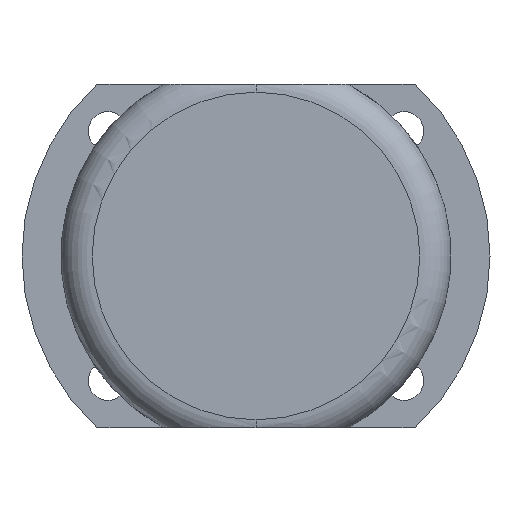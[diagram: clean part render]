
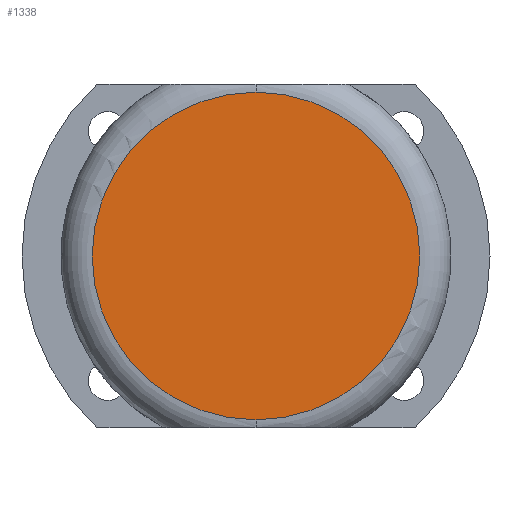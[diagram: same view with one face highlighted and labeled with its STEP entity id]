
A CAD part, front view. The second image highlights one B-rep face of the part: STEP entity #1338.
In plain terms, the highlighted planar face has unit normal (0, -1, 0).
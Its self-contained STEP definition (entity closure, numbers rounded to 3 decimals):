
#37 = CARTESIAN_POINT ( 'NONE',  ( -10.5, -1., 0. ) ) ;
#100 = DIRECTION ( 'NONE',  ( 0., 0., -1. ) ) ;
#160 = VERTEX_POINT ( 'NONE', #1173 ) ;
#202 = AXIS2_PLACEMENT_3D ( 'NONE', #1545, #1286, #1184 ) ;
#298 = DIRECTION ( 'NONE',  ( 0., 0., 1. ) ) ;
#310 = CIRCLE ( 'NONE', #1214, 10.5 ) ;
#335 = CIRCLE ( 'NONE', #202, 10.5 ) ;
#404 = ORIENTED_EDGE ( 'NONE', *, *, #439, .T. ) ;
#421 = DIRECTION ( 'NONE',  ( 0., 1., 0. ) ) ;
#439 = EDGE_CURVE ( 'NONE', #160, #1436, #310, .T. ) ;
#458 = EDGE_CURVE ( 'NONE', #1436, #160, #335, .T. ) ;
#674 = PLANE ( 'NONE',  #1303 ) ;
#724 = CARTESIAN_POINT ( 'NONE',  ( 0., -1., 10.5 ) ) ;
#791 = DIRECTION ( 'NONE',  ( 0., -1., 0. ) ) ;
#1040 = FACE_OUTER_BOUND ( 'NONE', #1520, .T. ) ;
#1173 = CARTESIAN_POINT ( 'NONE',  ( 0., -1., -10.5 ) ) ;
#1184 = DIRECTION ( 'NONE',  ( 0., 0., -1. ) ) ;
#1206 = CARTESIAN_POINT ( 'NONE',  ( 0., -1., 0. ) ) ;
#1214 = AXIS2_PLACEMENT_3D ( 'NONE', #1206, #791, #100 ) ;
#1219 = ORIENTED_EDGE ( 'NONE', *, *, #458, .T. ) ;
#1286 = DIRECTION ( 'NONE',  ( 0., -1., 0. ) ) ;
#1303 = AXIS2_PLACEMENT_3D ( 'NONE', #37, #421, #298 ) ;
#1338 = ADVANCED_FACE ( 'NONE', ( #1040 ), #674, .F. ) ;
#1436 = VERTEX_POINT ( 'NONE', #724 ) ;
#1520 = EDGE_LOOP ( 'NONE', ( #404, #1219 ) ) ;
#1545 = CARTESIAN_POINT ( 'NONE',  ( 0., -1., 0. ) ) ;
